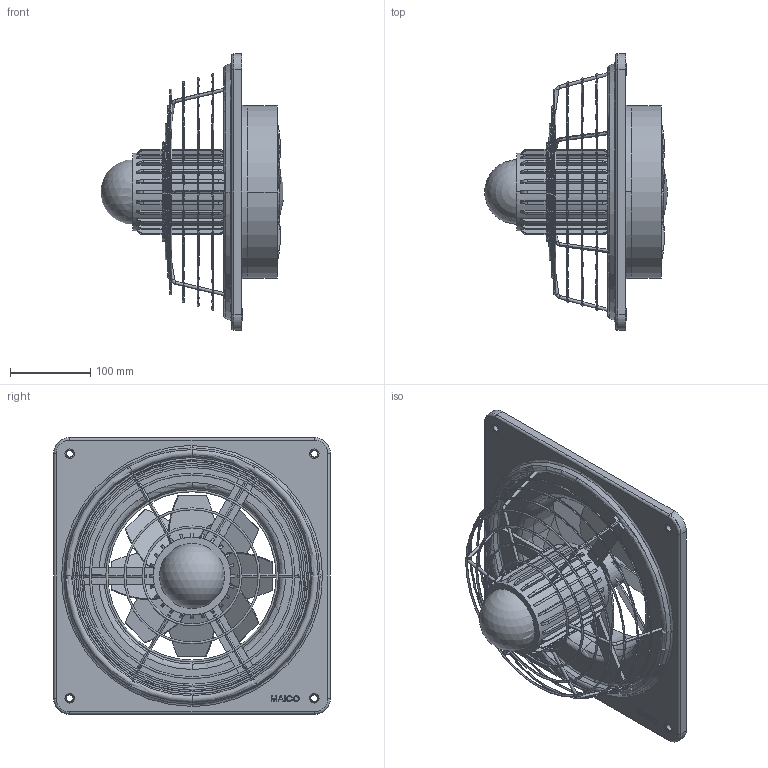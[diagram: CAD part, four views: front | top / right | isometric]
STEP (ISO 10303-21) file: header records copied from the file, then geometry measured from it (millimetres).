
FILE_DESCRIPTION(('Creo Elements/Direct Modeling STEP Export'),'2;1');
FILE_NAME('0083.0171_DZQ_20_2_B_Ex_e.stp','2019-10-07T15:26:00',(''),(''),'PTC Creo Elements/Direct Modeling STEP processor for AP214 (Solid Model)','PTC Creo Elements/Direct Modeling 19.0C 15-Aug-2015 (C) Parametric Technology GmbH','');
FILE_SCHEMA(('AUTOMOTIVE_DESIGN { 1 0 10303 214 1 1 1 1 }'));
Length unit declared in the file: millimetre
Products named in the file (1): 0083.0171_DZQ_20_2_B_EX_e
Bounding box: 227.64 x 345 x 345 mm (x, y, z)
Volume: 1565392.2 mm3; surface area: 519151.5 mm2
Topology: 1 solids, 1 shells, 573 faces, 1672 edges, 1086 vertices
Faces by surface type: plane 289, torus 112, cylinder 108, cone 34, bspline 28, sphere 2
Entity records: 30568 total; most frequent: CARTESIAN_POINT 11854, ORIENTED_EDGE 3340, DIRECTION 2488, EDGE_CURVE 1670, VERTEX_POINT 1086, AXIS2_PLACEMENT_3D 856, VECTOR 776, LINE 776
